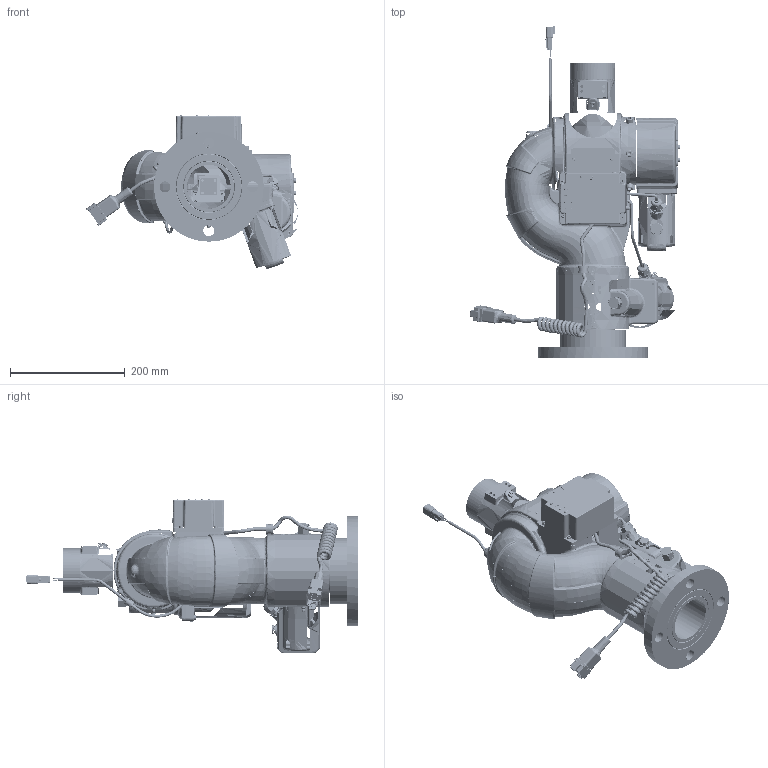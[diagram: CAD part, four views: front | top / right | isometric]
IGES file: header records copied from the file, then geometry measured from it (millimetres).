
Start section: SolidWorks IGES file using analytic representation for surfaces
Global section: file name: 7200SDX2_FO.IGS; native system: SolidWorks 2019; preprocessor: SolidWorks 2019; author: lpeoples; date: 191202.113225; units: inch
Bounding box: 368.28 x 577.27 x 268.34 mm (x, y, z)
Surface area: 614336.1 mm2 (no closed solid volume)
Topology: 0 solids, 0 shells, 2367 faces, 35510 edges, 35418 vertices
Faces by surface type: bspline 1507, revolution 860
